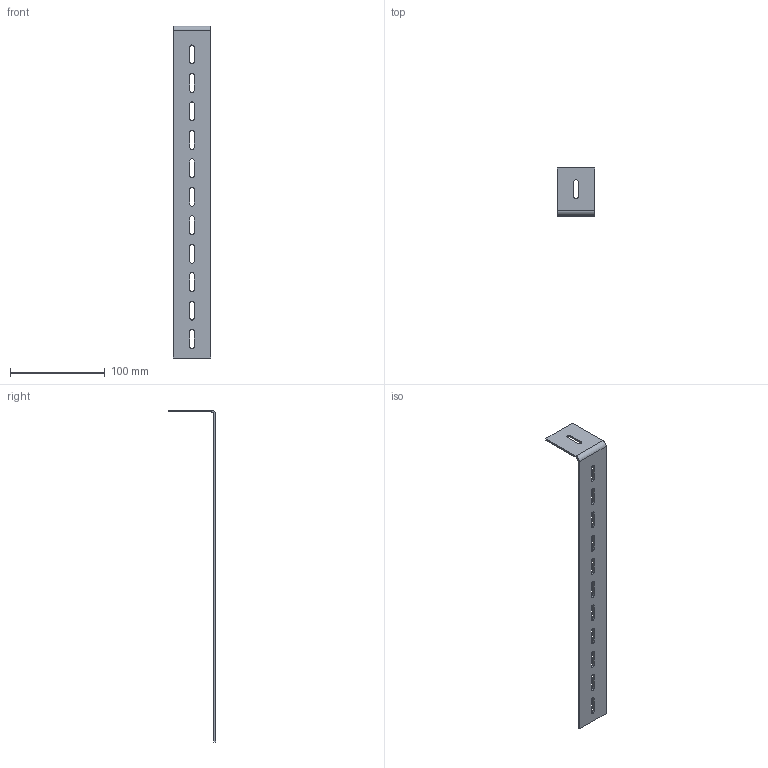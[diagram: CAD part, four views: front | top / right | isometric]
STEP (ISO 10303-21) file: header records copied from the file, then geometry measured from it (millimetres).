
FILE_DESCRIPTION(('Creo Elements/Direct Modeling STEP Export'),'2;1');
FILE_NAME('0018.0010 UPM 60_100.stp','2019-03-26T14:37:03',(''),(''),'PTC Creo Elements/Direct Modeling STEP processor for AP214 (Solid Model)','PTC Creo Elements/Direct Modeling 19.0C 15-Aug-2015 (C) Parametric Technology GmbH','');
FILE_SCHEMA(('AUTOMOTIVE_DESIGN { 1 0 10303 214 1 1 1 1 }'));
Length unit declared in the file: millimetre
Products named in the file (1): Montagehalter_Y3506020004K
Bounding box: 40 x 50 x 350 mm (x, y, z)
Volume: 29603.6 mm3; surface area: 32434.8 mm2
Topology: 1 solids, 1 shells, 58 faces, 168 edges, 112 vertices
Faces by surface type: plane 32, cylinder 26
Entity records: 1994 total; most frequent: CARTESIAN_POINT 339, DIRECTION 338, ORIENTED_EDGE 336, EDGE_CURVE 168, VECTOR 116, LINE 116, VERTEX_POINT 112, AXIS2_PLACEMENT_3D 111
